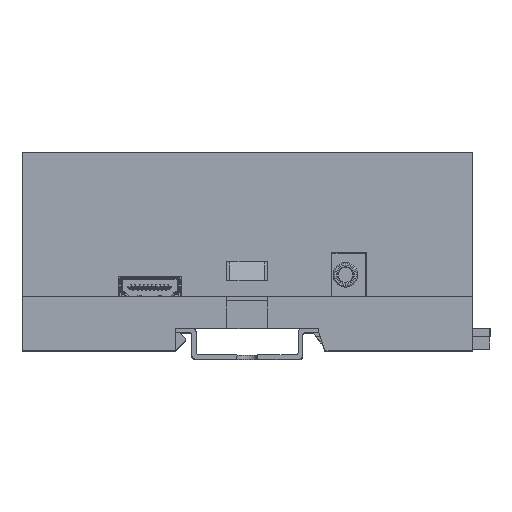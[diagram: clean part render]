
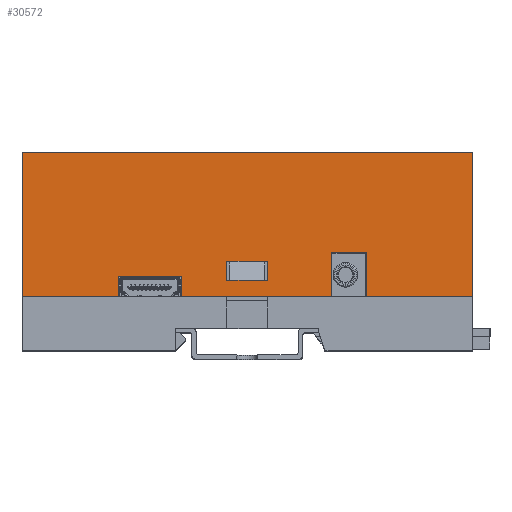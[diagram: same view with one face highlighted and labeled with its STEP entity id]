
A CAD part, top view. The second image highlights one B-rep face of the part: STEP entity #30572.
In plain terms, the highlighted face is planar.
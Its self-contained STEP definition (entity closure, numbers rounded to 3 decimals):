
#764 = VECTOR ( 'NONE', #74091, 1000. ) ;
#957 = VERTEX_POINT ( 'NONE', #144834 ) ;
#1708 = VERTEX_POINT ( 'NONE', #16816 ) ;
#5934 = VECTOR ( 'NONE', #150207, 1000. ) ;
#7034 = LINE ( 'NONE', #73439, #68215 ) ;
#8569 = EDGE_CURVE ( 'NONE', #1708, #124360, #147399, .T. ) ;
#10078 = EDGE_CURVE ( 'NONE', #957, #11955, #64560, .T. ) ;
#10877 = ORIENTED_EDGE ( 'NONE', *, *, #10078, .F. ) ;
#11811 = DIRECTION ( 'NONE',  ( 1., 0., 0. ) ) ;
#11844 = FACE_OUTER_BOUND ( 'NONE', #99456, .T. ) ;
#11955 = VERTEX_POINT ( 'NONE', #144179 ) ;
#12766 = CARTESIAN_POINT ( 'NONE',  ( 5., 4., -35. ) ) ;
#14322 = CARTESIAN_POINT ( 'NONE',  ( -29.093, 10.85, -35. ) ) ;
#15087 = VECTOR ( 'NONE', #48483, 1000. ) ;
#16816 = CARTESIAN_POINT ( 'NONE',  ( 55., 0., -35. ) ) ;
#18753 = DIRECTION ( 'NONE',  ( 0., -1., 0. ) ) ;
#19288 = CARTESIAN_POINT ( 'NONE',  ( 5., 4., -35. ) ) ;
#22199 = EDGE_CURVE ( 'NONE', #143215, #124360, #47647, .T. ) ;
#23782 = VECTOR ( 'NONE', #11811, 1000. ) ;
#26651 = EDGE_CURVE ( 'NONE', #75405, #129246, #125437, .T. ) ;
#27111 = DIRECTION ( 'NONE',  ( 0., 1., 0. ) ) ;
#30572 = ADVANCED_FACE ( 'NONE', ( #11844, #82600 ), #116047, .F. ) ;
#30836 = DIRECTION ( 'NONE',  ( 1., 0., 0. ) ) ;
#33208 = LINE ( 'NONE', #64412, #126764 ) ;
#35393 = LINE ( 'NONE', #68069, #113647 ) ;
#37651 = ORIENTED_EDGE ( 'NONE', *, *, #8569, .T. ) ;
#38280 = CARTESIAN_POINT ( 'NONE',  ( -20.493, 10.85, -35. ) ) ;
#38474 = LINE ( 'NONE', #102048, #5934 ) ;
#39682 = VERTEX_POINT ( 'NONE', #92182 ) ;
#40512 = CARTESIAN_POINT ( 'NONE',  ( -5., 4., -35. ) ) ;
#40846 = LINE ( 'NONE', #38280, #764 ) ;
#40910 = LINE ( 'NONE', #96348, #23782 ) ;
#41741 = EDGE_CURVE ( 'NONE', #39682, #55194, #102011, .T. ) ;
#41985 = VECTOR ( 'NONE', #50599, 1000. ) ;
#45458 = VECTOR ( 'NONE', #126462, 1000. ) ;
#46017 = CARTESIAN_POINT ( 'NONE',  ( -29.093, 0., -35. ) ) ;
#47647 = LINE ( 'NONE', #73601, #15087 ) ;
#48483 = DIRECTION ( 'NONE',  ( 0., -1., 0. ) ) ;
#49528 = DIRECTION ( 'NONE',  ( -1., 0., 0. ) ) ;
#50599 = DIRECTION ( 'NONE',  ( -1., 0., 0. ) ) ;
#54540 = ORIENTED_EDGE ( 'NONE', *, *, #26651, .T. ) ;
#55194 = VERTEX_POINT ( 'NONE', #101980 ) ;
#58692 = LINE ( 'NONE', #74118, #119851 ) ;
#58857 = DIRECTION ( 'NONE',  ( 0., 0., 1. ) ) ;
#59314 = VECTOR ( 'NONE', #109447, 1000. ) ;
#61572 = EDGE_LOOP ( 'NONE', ( #77209, #10877, #109811, #132332 ) ) ;
#62063 = VERTEX_POINT ( 'NONE', #124426 ) ;
#63653 = CARTESIAN_POINT ( 'NONE',  ( 31.498, 4.95, -35. ) ) ;
#64412 = CARTESIAN_POINT ( 'NONE',  ( 55., 35.3, -35. ) ) ;
#64560 = LINE ( 'NONE', #40512, #45458 ) ;
#64688 = CARTESIAN_POINT ( 'NONE',  ( 55., 35.3, -35. ) ) ;
#66109 = ORIENTED_EDGE ( 'NONE', *, *, #71813, .F. ) ;
#66243 = ORIENTED_EDGE ( 'NONE', *, *, #107632, .T. ) ;
#67062 = CARTESIAN_POINT ( 'NONE',  ( 16.076, 4.95, -35. ) ) ;
#68069 = CARTESIAN_POINT ( 'NONE',  ( 31.498, 4.95, -35. ) ) ;
#68215 = VECTOR ( 'NONE', #73985, 1000. ) ;
#69578 = DIRECTION ( 'NONE',  ( 1., 0., 0. ) ) ;
#69829 = ORIENTED_EDGE ( 'NONE', *, *, #104998, .F. ) ;
#70864 = VERTEX_POINT ( 'NONE', #150579 ) ;
#71475 = VERTEX_POINT ( 'NONE', #106508 ) ;
#71813 = EDGE_CURVE ( 'NONE', #75405, #137325, #74857, .T. ) ;
#73439 = CARTESIAN_POINT ( 'NONE',  ( -55., 35.3, -35. ) ) ;
#73572 = EDGE_CURVE ( 'NONE', #152715, #71475, #85311, .T. ) ;
#73601 = CARTESIAN_POINT ( 'NONE',  ( 31.498, 4.95, -35. ) ) ;
#73985 = DIRECTION ( 'NONE',  ( 0., -1., 0. ) ) ;
#74091 = DIRECTION ( 'NONE',  ( 0., -1., 0. ) ) ;
#74118 = CARTESIAN_POINT ( 'NONE',  ( -55., 35.3, -35. ) ) ;
#74857 = LINE ( 'NONE', #122675, #128298 ) ;
#75091 = EDGE_CURVE ( 'NONE', #11955, #39682, #40910, .T. ) ;
#75405 = VERTEX_POINT ( 'NONE', #84400 ) ;
#76050 = EDGE_CURVE ( 'NONE', #71475, #129246, #40846, .T. ) ;
#77209 = ORIENTED_EDGE ( 'NONE', *, *, #75091, .F. ) ;
#78834 = DIRECTION ( 'NONE',  ( 1., 0., 0. ) ) ;
#78923 = CARTESIAN_POINT ( 'NONE',  ( -20.493, 10.85, -35. ) ) ;
#79026 = EDGE_CURVE ( 'NONE', #87039, #62063, #58692, .T. ) ;
#82600 = FACE_BOUND ( 'NONE', #61572, .T. ) ;
#84400 = CARTESIAN_POINT ( 'NONE',  ( 16.076, 0., -35. ) ) ;
#85311 = LINE ( 'NONE', #78923, #146711 ) ;
#86009 = DIRECTION ( 'NONE',  ( -1., 0., 0. ) ) ;
#87039 = VERTEX_POINT ( 'NONE', #64688 ) ;
#92182 = CARTESIAN_POINT ( 'NONE',  ( 5., 8.7, -35. ) ) ;
#96348 = CARTESIAN_POINT ( 'NONE',  ( 5., 8.7, -35. ) ) ;
#99456 = EDGE_LOOP ( 'NONE', ( #69829, #66109, #54540, #115162, #140821, #136851, #66243, #141013, #149529, #120141, #37651, #101975 ) ) ;
#101240 = VERTEX_POINT ( 'NONE', #46017 ) ;
#101975 = ORIENTED_EDGE ( 'NONE', *, *, #22199, .F. ) ;
#101980 = CARTESIAN_POINT ( 'NONE',  ( 5., 4., -35. ) ) ;
#102011 = LINE ( 'NONE', #19288, #105851 ) ;
#102048 = CARTESIAN_POINT ( 'NONE',  ( -29.093, 10.85, -35. ) ) ;
#104998 = EDGE_CURVE ( 'NONE', #137325, #143215, #35393, .T. ) ;
#105787 = EDGE_CURVE ( 'NONE', #55194, #957, #130420, .T. ) ;
#105851 = VECTOR ( 'NONE', #18753, 1000. ) ;
#106508 = CARTESIAN_POINT ( 'NONE',  ( -20.493, 10.85, -35. ) ) ;
#107632 = EDGE_CURVE ( 'NONE', #101240, #70864, #139484, .T. ) ;
#109447 = DIRECTION ( 'NONE',  ( -1., 0., 0. ) ) ;
#109811 = ORIENTED_EDGE ( 'NONE', *, *, #105787, .F. ) ;
#111219 = CARTESIAN_POINT ( 'NONE',  ( -55., 0., -35. ) ) ;
#113647 = VECTOR ( 'NONE', #78834, 1000. ) ;
#115162 = ORIENTED_EDGE ( 'NONE', *, *, #76050, .F. ) ;
#116047 = PLANE ( 'NONE',  #131318 ) ;
#119851 = VECTOR ( 'NONE', #49528, 1000. ) ;
#120141 = ORIENTED_EDGE ( 'NONE', *, *, #137216, .T. ) ;
#122675 = CARTESIAN_POINT ( 'NONE',  ( 16.076, 4.95, -35. ) ) ;
#123325 = EDGE_CURVE ( 'NONE', #62063, #70864, #7034, .T. ) ;
#123448 = DIRECTION ( 'NONE',  ( -1., 0., 0. ) ) ;
#124251 = CARTESIAN_POINT ( 'NONE',  ( -55., 0., -35. ) ) ;
#124360 = VERTEX_POINT ( 'NONE', #141014 ) ;
#124426 = CARTESIAN_POINT ( 'NONE',  ( -55., 35.3, -35. ) ) ;
#124687 = VECTOR ( 'NONE', #86009, 1000. ) ;
#125437 = LINE ( 'NONE', #111219, #138859 ) ;
#126462 = DIRECTION ( 'NONE',  ( 0., 1., 0. ) ) ;
#126764 = VECTOR ( 'NONE', #150532, 1000. ) ;
#128298 = VECTOR ( 'NONE', #27111, 1000. ) ;
#129246 = VERTEX_POINT ( 'NONE', #156632 ) ;
#130420 = LINE ( 'NONE', #12766, #124687 ) ;
#130471 = CARTESIAN_POINT ( 'NONE',  ( -55., 35.3, -35. ) ) ;
#131318 = AXIS2_PLACEMENT_3D ( 'NONE', #130471, #58857, #69578 ) ;
#132332 = ORIENTED_EDGE ( 'NONE', *, *, #41741, .F. ) ;
#136851 = ORIENTED_EDGE ( 'NONE', *, *, #141399, .F. ) ;
#137216 = EDGE_CURVE ( 'NONE', #87039, #1708, #33208, .T. ) ;
#137325 = VERTEX_POINT ( 'NONE', #67062 ) ;
#138859 = VECTOR ( 'NONE', #123448, 1000. ) ;
#139484 = LINE ( 'NONE', #124251, #41985 ) ;
#140821 = ORIENTED_EDGE ( 'NONE', *, *, #73572, .F. ) ;
#141013 = ORIENTED_EDGE ( 'NONE', *, *, #123325, .F. ) ;
#141014 = CARTESIAN_POINT ( 'NONE',  ( 31.498, 0., -35. ) ) ;
#141399 = EDGE_CURVE ( 'NONE', #101240, #152715, #38474, .T. ) ;
#143215 = VERTEX_POINT ( 'NONE', #63653 ) ;
#144179 = CARTESIAN_POINT ( 'NONE',  ( -5., 8.7, -35. ) ) ;
#144821 = CARTESIAN_POINT ( 'NONE',  ( -55., 0., -35. ) ) ;
#144834 = CARTESIAN_POINT ( 'NONE',  ( -5., 4., -35. ) ) ;
#146711 = VECTOR ( 'NONE', #30836, 1000. ) ;
#147399 = LINE ( 'NONE', #144821, #59314 ) ;
#149529 = ORIENTED_EDGE ( 'NONE', *, *, #79026, .F. ) ;
#150207 = DIRECTION ( 'NONE',  ( 0., 1., 0. ) ) ;
#150532 = DIRECTION ( 'NONE',  ( 0., -1., 0. ) ) ;
#150579 = CARTESIAN_POINT ( 'NONE',  ( -55., 0., -35. ) ) ;
#152715 = VERTEX_POINT ( 'NONE', #14322 ) ;
#156632 = CARTESIAN_POINT ( 'NONE',  ( -20.493, 0., -35. ) ) ;
